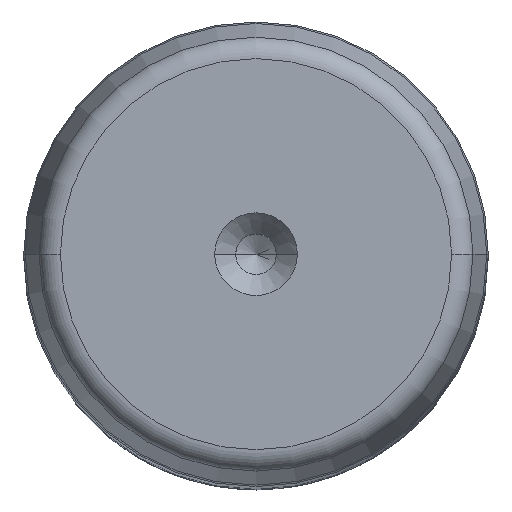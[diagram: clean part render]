
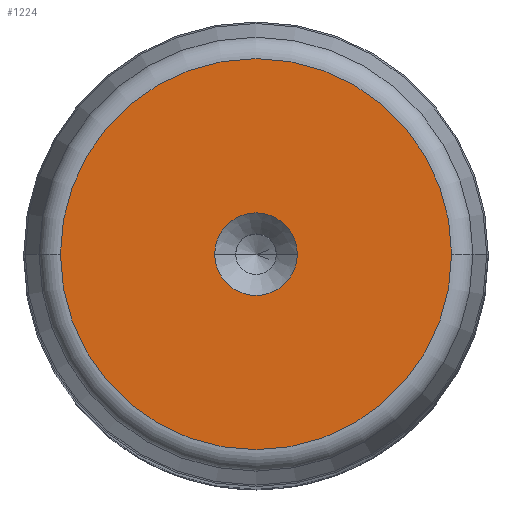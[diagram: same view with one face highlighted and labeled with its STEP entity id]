
A CAD part, top view. The second image highlights one B-rep face of the part: STEP entity #1224.
In plain terms, the highlighted planar face has unit normal (0, 0, 1).
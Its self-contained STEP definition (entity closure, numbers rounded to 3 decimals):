
#189 = EDGE_CURVE ( 'NONE', #1149, #1687, #2672, .T. ) ;
#225 = ORIENTED_EDGE ( 'NONE', *, *, #189, .F. ) ;
#276 = AXIS2_PLACEMENT_3D ( 'NONE', #1519, #1843, #2698 ) ;
#313 = ORIENTED_EDGE ( 'NONE', *, *, #1797, .T. ) ;
#336 = AXIS2_PLACEMENT_3D ( 'NONE', #845, #1594, #2459 ) ;
#501 = DIRECTION ( 'NONE',  ( 1., 0., 0. ) ) ;
#698 = EDGE_LOOP ( 'NONE', ( #313, #1619 ) ) ;
#845 = CARTESIAN_POINT ( 'NONE',  ( 0., 0., 280. ) ) ;
#860 = EDGE_CURVE ( 'NONE', #2860, #2953, #2911, .T. ) ;
#1149 = VERTEX_POINT ( 'NONE', #1377 ) ;
#1224 = ADVANCED_FACE ( 'NONE', ( #2285, #1567 ), #2474, .T. ) ;
#1289 = CARTESIAN_POINT ( 'NONE',  ( 0., 0., 280. ) ) ;
#1322 = DIRECTION ( 'NONE',  ( 1., 0., 0. ) ) ;
#1377 = CARTESIAN_POINT ( 'NONE',  ( -5.6, 0., 280. ) ) ;
#1434 = AXIS2_PLACEMENT_3D ( 'NONE', #3212, #1822, #1550 ) ;
#1519 = CARTESIAN_POINT ( 'NONE',  ( 0., 0., 280. ) ) ;
#1550 = DIRECTION ( 'NONE',  ( 1., 0., 0. ) ) ;
#1567 = FACE_BOUND ( 'NONE', #1896, .T. ) ;
#1594 = DIRECTION ( 'NONE',  ( 0., 0., 1. ) ) ;
#1619 = ORIENTED_EDGE ( 'NONE', *, *, #860, .T. ) ;
#1687 = VERTEX_POINT ( 'NONE', #3309 ) ;
#1797 = EDGE_CURVE ( 'NONE', #2953, #2860, #3257, .T. ) ;
#1822 = DIRECTION ( 'NONE',  ( 0., 0., 1. ) ) ;
#1843 = DIRECTION ( 'NONE',  ( 0., 0., 1. ) ) ;
#1896 = EDGE_LOOP ( 'NONE', ( #3492, #225 ) ) ;
#1931 = EDGE_CURVE ( 'NONE', #1687, #1149, #2952, .T. ) ;
#1988 = CARTESIAN_POINT ( 'NONE',  ( 26.519, 0., 280. ) ) ;
#2189 = AXIS2_PLACEMENT_3D ( 'NONE', #1289, #3211, #501 ) ;
#2285 = FACE_OUTER_BOUND ( 'NONE', #698, .T. ) ;
#2408 = DIRECTION ( 'NONE',  ( 0., 0., 1. ) ) ;
#2459 = DIRECTION ( 'NONE',  ( 1., 0., 0. ) ) ;
#2474 = PLANE ( 'NONE',  #336 ) ;
#2672 = CIRCLE ( 'NONE', #1434, 5.6 ) ;
#2698 = DIRECTION ( 'NONE',  ( 1., 0., 0. ) ) ;
#2714 = AXIS2_PLACEMENT_3D ( 'NONE', #3234, #2408, #1322 ) ;
#2817 = CARTESIAN_POINT ( 'NONE',  ( -26.519, 0., 280. ) ) ;
#2860 = VERTEX_POINT ( 'NONE', #2817 ) ;
#2911 = CIRCLE ( 'NONE', #276, 26.519 ) ;
#2952 = CIRCLE ( 'NONE', #2714, 5.6 ) ;
#2953 = VERTEX_POINT ( 'NONE', #1988 ) ;
#3211 = DIRECTION ( 'NONE',  ( 0., 0., 1. ) ) ;
#3212 = CARTESIAN_POINT ( 'NONE',  ( 0., 0., 280. ) ) ;
#3234 = CARTESIAN_POINT ( 'NONE',  ( 0., 0., 280. ) ) ;
#3257 = CIRCLE ( 'NONE', #2189, 26.519 ) ;
#3309 = CARTESIAN_POINT ( 'NONE',  ( 5.6, 0., 280. ) ) ;
#3492 = ORIENTED_EDGE ( 'NONE', *, *, #1931, .F. ) ;
